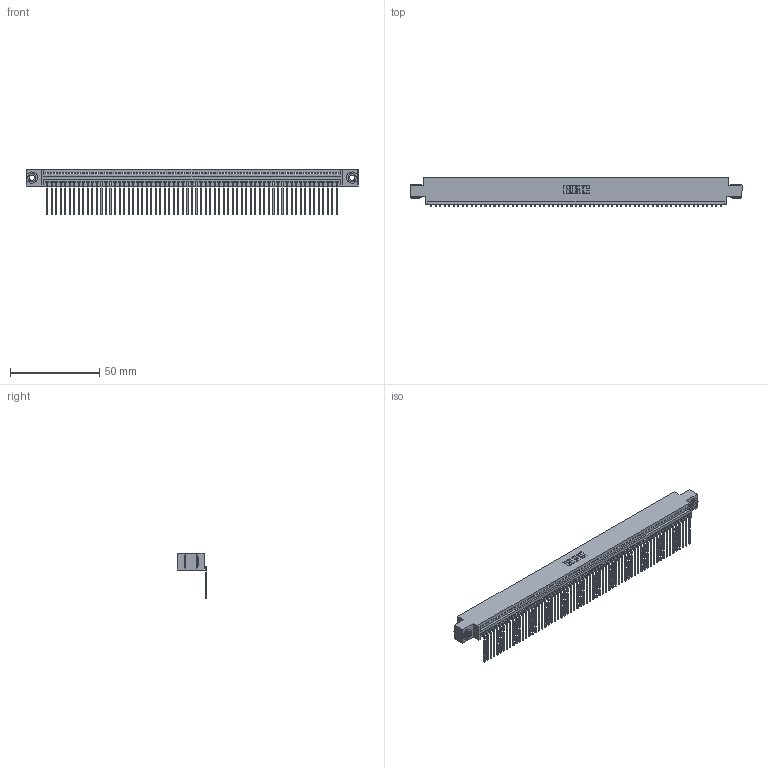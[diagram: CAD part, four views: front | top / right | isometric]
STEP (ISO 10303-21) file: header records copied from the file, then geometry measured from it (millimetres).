
FILE_DESCRIPTION (( 'STEP AP203' ), '1' );
FILE_NAME ('395-065-559-603.STEP', '2018-11-25T00:20:14', ( '' ), ( '' ), 'SwSTEP 2.0', 'SolidWorks 2016', '' );
FILE_SCHEMA (( 'CONFIG_CONTROL_DESIGN' ));
Length unit declared in the file: inch
Products named in the file (4): 345-250-002_345-250-002-102; 395-065-559-603; 345-292-001_558 559 Tail - 1; 345 Part_0.170 Offset - 0.156 Dia-TH
Assembly tree (68 placements, depth 2):
  395-065-559-603
    345 Part_0.170 Offset - 0.156 Dia-TH
    345-292-001_558 559 Tail - 1  x65
    345-250-002_345-250-002-102  x2
Bounding box: 186.31 x 16.75 x 25.53 mm (x, y, z)
Volume: 18006.8 mm3; surface area: 25855.6 mm2
Topology: 68 solids, 68 shells, 4068 faces, 12259 edges, 8082 vertices
Faces by surface type: plane 2824, cylinder 1236, cone 8
Entity records: 46690 total; most frequent: CARTESIAN_POINT 8066, ORIENTED_EDGE 8058, DIRECTION 7041, EDGE_CURVE 4029, VECTOR 3613, LINE 3613, VERTEX_POINT 2682, AXIS2_PLACEMENT_3D 1714
